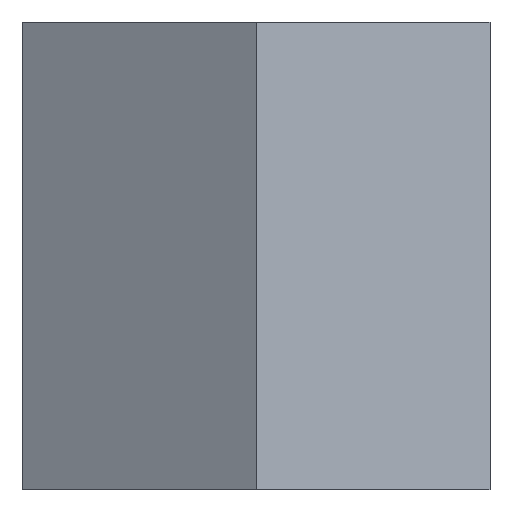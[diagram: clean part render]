
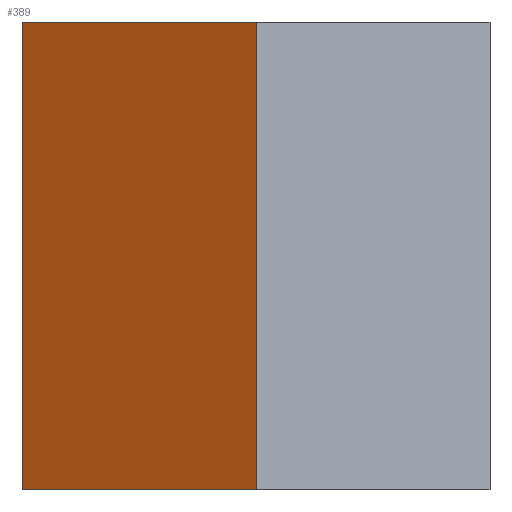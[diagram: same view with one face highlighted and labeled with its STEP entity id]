
A CAD part, left-side view. The second image highlights one B-rep face of the part: STEP entity #389.
In plain terms, the highlighted planar face has unit normal (-0.866, 0.5, 0).
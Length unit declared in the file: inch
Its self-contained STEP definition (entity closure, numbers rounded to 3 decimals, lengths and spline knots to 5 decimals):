
#5 = DIRECTION ( 'NONE',  ( 0.866, -0.5, 0. ) ) ;
#12 = ORIENTED_EDGE ( 'NONE', *, *, #183, .T. ) ;
#43 = CARTESIAN_POINT ( 'NONE',  ( -0.14434, 0.25, 0.25 ) ) ;
#51 = CARTESIAN_POINT ( 'NONE',  ( -0.14434, 0.25, -0.25 ) ) ;
#84 = EDGE_LOOP ( 'NONE', ( #12, #224, #333, #428 ) ) ;
#124 = DIRECTION ( 'NONE',  ( -0.5, -0.866, 0. ) ) ;
#125 = VECTOR ( 'NONE', #288, 39.37008 ) ;
#140 = EDGE_CURVE ( 'NONE', #460, #446, #223, .T. ) ;
#141 = VERTEX_POINT ( 'NONE', #367 ) ;
#164 = CARTESIAN_POINT ( 'NONE',  ( -0.28868, 0., 0.25 ) ) ;
#178 = LINE ( 'NONE', #329, #262 ) ;
#183 = EDGE_CURVE ( 'NONE', #216, #446, #178, .T. ) ;
#216 = VERTEX_POINT ( 'NONE', #51 ) ;
#223 = LINE ( 'NONE', #455, #125 ) ;
#224 = ORIENTED_EDGE ( 'NONE', *, *, #140, .F. ) ;
#230 = DIRECTION ( 'NONE',  ( 0., 0., -1. ) ) ;
#238 = CARTESIAN_POINT ( 'NONE',  ( -0.14434, 0.25, 0.25 ) ) ;
#262 = VECTOR ( 'NONE', #496, 39.37008 ) ;
#271 = DIRECTION ( 'NONE',  ( 0.5, 0.866, 0. ) ) ;
#288 = DIRECTION ( 'NONE',  ( 0., 0., -1. ) ) ;
#327 = VECTOR ( 'NONE', #124, 39.37008 ) ;
#329 = CARTESIAN_POINT ( 'NONE',  ( -0.14434, 0.25, -0.25 ) ) ;
#333 = ORIENTED_EDGE ( 'NONE', *, *, #402, .F. ) ;
#347 = CARTESIAN_POINT ( 'NONE',  ( -0.14434, 0.25, 0.25 ) ) ;
#367 = CARTESIAN_POINT ( 'NONE',  ( -0.14434, 0.25, 0.25 ) ) ;
#384 = EDGE_CURVE ( 'NONE', #141, #216, #506, .T. ) ;
#389 = ADVANCED_FACE ( 'NONE', ( #498 ), #472, .F. ) ;
#395 = VECTOR ( 'NONE', #230, 39.37008 ) ;
#398 = CARTESIAN_POINT ( 'NONE',  ( -0.28868, 0., -0.25 ) ) ;
#402 = EDGE_CURVE ( 'NONE', #141, #460, #442, .T. ) ;
#428 = ORIENTED_EDGE ( 'NONE', *, *, #384, .T. ) ;
#442 = LINE ( 'NONE', #238, #327 ) ;
#446 = VERTEX_POINT ( 'NONE', #398 ) ;
#455 = CARTESIAN_POINT ( 'NONE',  ( -0.28868, 0., 0.25 ) ) ;
#460 = VERTEX_POINT ( 'NONE', #164 ) ;
#472 = PLANE ( 'NONE',  #501 ) ;
#496 = DIRECTION ( 'NONE',  ( -0.5, -0.866, 0. ) ) ;
#498 = FACE_OUTER_BOUND ( 'NONE', #84, .T. ) ;
#501 = AXIS2_PLACEMENT_3D ( 'NONE', #347, #5, #271 ) ;
#506 = LINE ( 'NONE', #43, #395 ) ;
